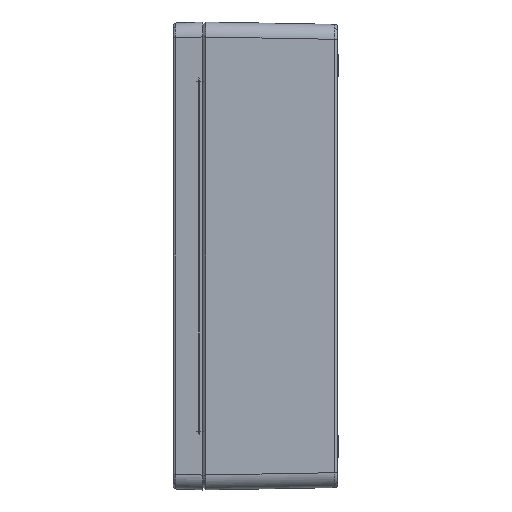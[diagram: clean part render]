
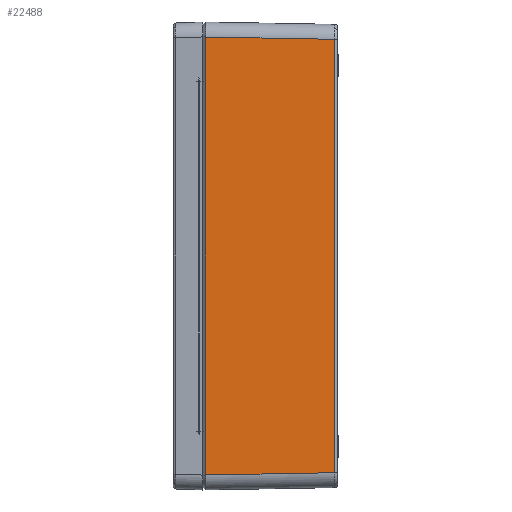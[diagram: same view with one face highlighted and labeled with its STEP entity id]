
A CAD part, left-side view. The second image highlights one B-rep face of the part: STEP entity #22488.
In plain terms, the highlighted planar face has unit normal (-1, -0.018, 0).
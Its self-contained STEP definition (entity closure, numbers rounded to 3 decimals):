
#3911=FACE_OUTER_BOUND('',#5624,.T.);
#5624=EDGE_LOOP('',(#18416,#18417,#18418,#18419));
#7180=LINE('',#57420,#8738);
#7181=LINE('',#57444,#8739);
#7182=LINE('',#57445,#8740);
#7183=LINE('',#57446,#8741);
#8738=VECTOR('',#28223,1000.);
#8739=VECTOR('',#28226,1000.);
#8740=VECTOR('',#28227,1000.);
#8741=VECTOR('',#28228,1000.);
#10305=VERTEX_POINT('',#50559);
#10973=VERTEX_POINT('',#57419);
#10974=VERTEX_POINT('',#57442);
#10975=VERTEX_POINT('',#57443);
#13644=EDGE_CURVE('',#10305,#10973,#7180,.T.);
#13647=EDGE_CURVE('',#10974,#10975,#7181,.T.);
#13648=EDGE_CURVE('',#10975,#10305,#7182,.T.);
#13649=EDGE_CURVE('',#10973,#10974,#7183,.T.);
#18416=ORIENTED_EDGE('',*,*,#13647,.T.);
#18417=ORIENTED_EDGE('',*,*,#13648,.T.);
#18418=ORIENTED_EDGE('',*,*,#13644,.T.);
#18419=ORIENTED_EDGE('',*,*,#13649,.T.);
#21431=PLANE('',#24372);
#22488=ADVANCED_FACE('',(#3911),#21431,.T.);
#24372=AXIS2_PLACEMENT_3D('',#57441,#28224,#28225);
#28223=DIRECTION('',(-0.018,1.,0.018));
#28224=DIRECTION('center_axis',(-1.,-0.018,
0.));
#28225=DIRECTION('ref_axis',(0.018,-1.,0.));
#28226=DIRECTION('',(0.018,-1.,0.018));
#28227=DIRECTION('',(0.,0.,1.));
#28228=DIRECTION('',(0.,0.,-1.));
#50559=CARTESIAN_POINT('',(-200.435,-88.036,144.936));
#57419=CARTESIAN_POINT('',(-201.968,-1.787,146.47));
#57420=CARTESIAN_POINT('',(-201.904,-5.384,146.406));
#57441=CARTESIAN_POINT('Origin',(-202.,0.,-156.5));
#57442=CARTESIAN_POINT('',(-201.968,-1.787,-146.47));
#57443=CARTESIAN_POINT('',(-200.435,-88.036,-144.936));
#57444=CARTESIAN_POINT('',(-202.003,0.178,-146.505));
#57445=CARTESIAN_POINT('',(-200.435,-88.036,144.901));
#57446=CARTESIAN_POINT('',(-201.968,-1.787,-156.5));
